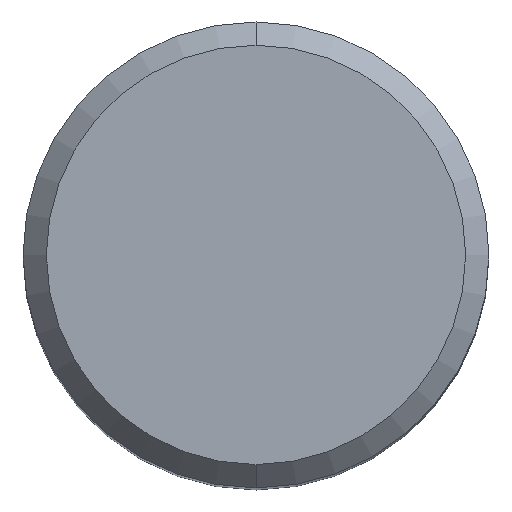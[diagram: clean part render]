
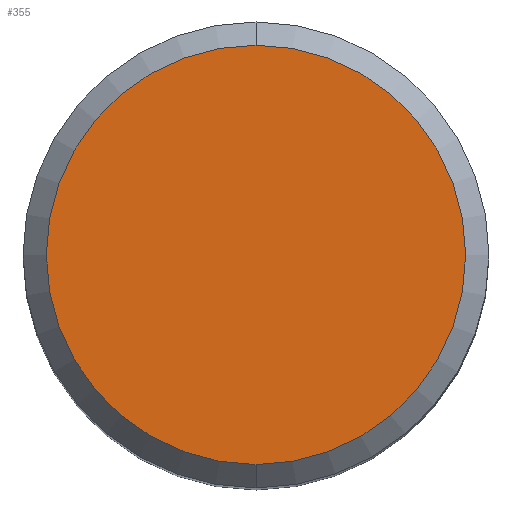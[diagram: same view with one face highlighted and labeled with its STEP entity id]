
A CAD part, top view. The second image highlights one B-rep face of the part: STEP entity #355.
In plain terms, the highlighted planar face has unit normal (0, 0, 1).
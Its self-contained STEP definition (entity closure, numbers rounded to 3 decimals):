
#209=EDGE_CURVE('',#429,#275,#510,.T.);
#275=VERTEX_POINT('',#581);
#355=ADVANCED_FACE('',(#670),#671,.T.);
#429=VERTEX_POINT('',#753);
#431=EDGE_CURVE('',#275,#429,#755,.T.);
#510=CIRCLE('',#907,7.2);
#581=CARTESIAN_POINT('',(0.0,7.2,0.0));
#670=FACE_OUTER_BOUND('',#1201,.T.);
#671=PLANE('',#1202);
#753=CARTESIAN_POINT('',(0.,-7.2,0.0));
#755=CIRCLE('',#1445,7.2);
#907=AXIS2_PLACEMENT_3D('',#1514,#1515,#1516);
#1201=EDGE_LOOP('',(#1687,#1688));
#1202=AXIS2_PLACEMENT_3D('',#1689,#1690,#1691);
#1445=AXIS2_PLACEMENT_3D('',#1784,#1785,#1786);
#1514=CARTESIAN_POINT('',(0.0,0.0,0.0));
#1515=DIRECTION('',(0.0,0.0,-1.0));
#1516=DIRECTION('',(0.0,1.0,0.0));
#1687=ORIENTED_EDGE('',*,*,#431,.F.);
#1688=ORIENTED_EDGE('',*,*,#209,.F.);
#1689=CARTESIAN_POINT('',(0.0,3.6,0.0));
#1690=DIRECTION('',(-0.0,0.0,1.0));
#1691=DIRECTION('',(0.0,-1.0,0.0));
#1784=CARTESIAN_POINT('',(0.0,0.0,0.0));
#1785=DIRECTION('',(0.0,0.0,-1.0));
#1786=DIRECTION('',(0.0,1.0,0.0));
